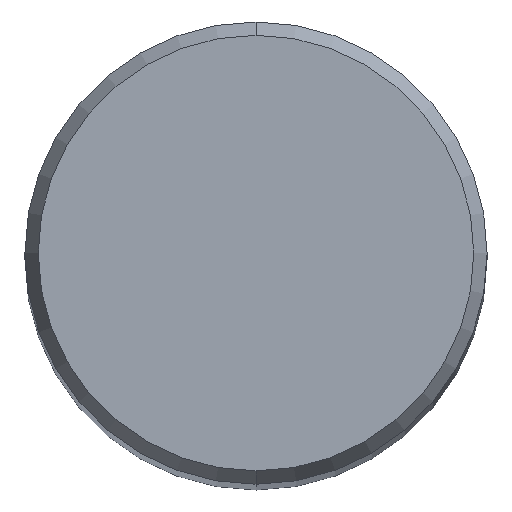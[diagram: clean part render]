
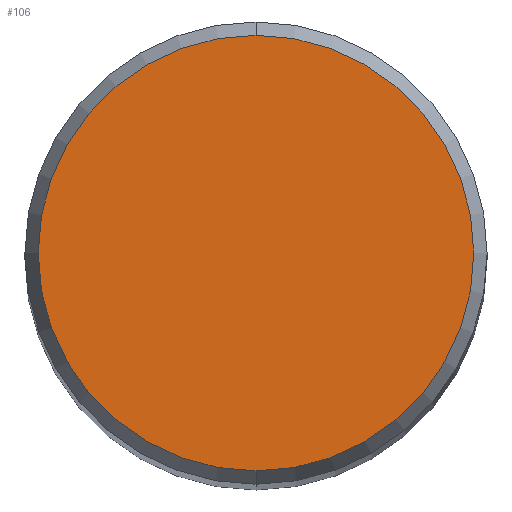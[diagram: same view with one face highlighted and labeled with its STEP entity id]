
A CAD part, top view. The second image highlights one B-rep face of the part: STEP entity #106.
In plain terms, the highlighted planar face has unit normal (0, 0, 1).
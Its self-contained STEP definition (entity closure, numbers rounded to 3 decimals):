
#106=ADVANCED_FACE('',(#251),#252,.T.);
#144=VERTEX_POINT('',#296);
#158=EDGE_CURVE('',#204,#144,#311,.T.);
#204=VERTEX_POINT('',#363);
#220=EDGE_CURVE('',#144,#204,#382,.T.);
#251=FACE_OUTER_BOUND('',#409,.T.);
#252=PLANE('',#410);
#296=CARTESIAN_POINT('',(0.0,3.746,0.0));
#311=CIRCLE('',#485,3.746);
#363=CARTESIAN_POINT('',(0.,-3.746,0.0));
#382=CIRCLE('',#574,3.746);
#409=EDGE_LOOP('',(#584,#585));
#410=AXIS2_PLACEMENT_3D('',#586,#587,#588);
#485=AXIS2_PLACEMENT_3D('',#655,#656,#657);
#574=AXIS2_PLACEMENT_3D('',#755,#756,#757);
#584=ORIENTED_EDGE('',*,*,#220,.F.);
#585=ORIENTED_EDGE('',*,*,#158,.F.);
#586=CARTESIAN_POINT('',(0.0,1.873,0.0));
#587=DIRECTION('',(-0.0,0.0,1.0));
#588=DIRECTION('',(0.0,-1.0,0.0));
#655=CARTESIAN_POINT('',(0.0,0.0,0.0));
#656=DIRECTION('',(0.0,0.0,-1.0));
#657=DIRECTION('',(0.0,1.0,0.0));
#755=CARTESIAN_POINT('',(0.0,0.0,0.0));
#756=DIRECTION('',(0.0,0.0,-1.0));
#757=DIRECTION('',(0.0,1.0,0.0));
